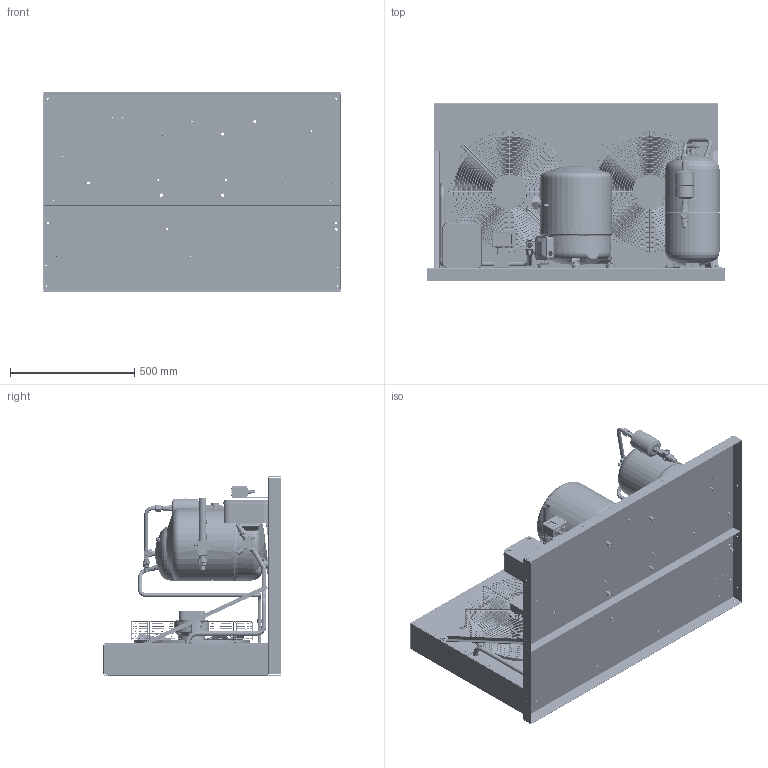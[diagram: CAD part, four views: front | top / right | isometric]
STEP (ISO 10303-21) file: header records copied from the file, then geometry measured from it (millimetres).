
FILE_DESCRIPTION((''),'2;1');
FILE_NAME('115F0257_ASM','2023-04-04T11:39:23',('U375483'),('DANFOSS COMMERCIAL COMPRESSOR'),'CREO PARAMETRIC BY PTC INC, 2022124','CREO PARAMETRIC BY PTC INC, 2022124','');
FILE_SCHEMA(('CONFIG_CONTROL_DESIGN'));
Products named in the file (85): 193U3133_01; 193U3133_02; 193U5076; HANS-12HX08; HANS-10HX08; 193U3133_ASM; MT72-80-3VM; 6804503V04; 061FXXXX; 193U3152P01_01; 193U3152P01_02; 193U3152P01_ASM; 193U3152P02; 193U3152P03; 193U3152P04; 193U5105; 193U3152_ASM; 021F0139; BOSS-EXTRUDE12B; BOSS-EXTRUDE8; 119-8254_FAN_MOTOR_ASM; REVOLVE1_1B; CIRPATTERN7_2_B; REVOLVE1_10_B; REVOLVE1_7_B; REVOLVE1_9_B; REVOLVE1_3_B; REVOLVE1_12_B; CIRPATTERN8_3_B; CIRPATTERN8_1_B; CIRPATTERN7_1_B; SWEEP1-221179B; REVOLVE1_8_B; SWEEP3B; REVOLVE1_14_B; CIRPATTERN9B; CIRPATTERN7_3_B; REVOLVE1_5_B; REVOLVE1_4_B; REVOLVE1_13_B ...
Assembly tree (110 placements, depth 4):
  115F0257_ASM
    193U3133_ASM
      193U3133_01
      193U3133_02
      193U5076  x6
      HANS-12HX08  x4
      HANS-10HX08  x2
    MT72-80-3VM
    6804503V04
    061FXXXX
    193U3152_ASM
      193U3152P01_ASM
        193U3152P01_01
        193U3152P01_02
      193U3152P02
      193U3152P03
      193U3152P04
      193U5105  x10
    021F0139
    119-8254_ASM  x2
      119-8254_FAN_MOTOR_ASM
        BOSS-EXTRUDE12B
        BOSS-EXTRUDE8
      119-8254_FAN_GRILL_ASM
        REVOLVE1_1B
        CIRPATTERN7_2_B
        REVOLVE1_10_B
        REVOLVE1_7_B
        REVOLVE1_9_B
        REVOLVE1_3_B
        REVOLVE1_12_B
        CIRPATTERN8_3_B
        CIRPATTERN8_1_B
        CIRPATTERN7_1_B
        SWEEP1-221179B
        REVOLVE1_8_B
        SWEEP3B
        REVOLVE1_14_B
        CIRPATTERN9B
        CIRPATTERN7_3_B
        REVOLVE1_5_B
        REVOLVE1_4_B
        REVOLVE1_13_B
        REVOLVE1_11_B
        REVOLVE1_15_B
        REVOLVE1_6_B
        REVOLVE1_2_B
        REVOLVE1_16_B
        CIRPATTERN8_2_B
      119-8254_FAN_BLADE
    193U3169  x2
    191U161007
    191U155917
    191U161107
    118U6013_ASM
      118U6013_1_ASM
        063197  x3
        062876
        063403
        063375
Bounding box: 1200 x 714.78 x 800.02 mm (x, y, z)
Volume: 16201770.7 mm3; surface area: 9819065.1 mm2
Topology: 130 solids, 149 shells, 6011 faces, 15212 edges, 9545 vertices
Faces by surface type: plane 1995, cylinder 1947, torus 699, extrusion 466, cone 422, bspline 400, sphere 82
Entity records: 212262 total; most frequent: CARTESIAN_POINT 90918, ORIENTED_EDGE 25471, DIRECTION 24066, EDGE_CURVE 12753, AXIS2_PLACEMENT_3D 9010, VERTEX_POINT 8063, VECTOR 6046, EDGE_LOOP 5659
